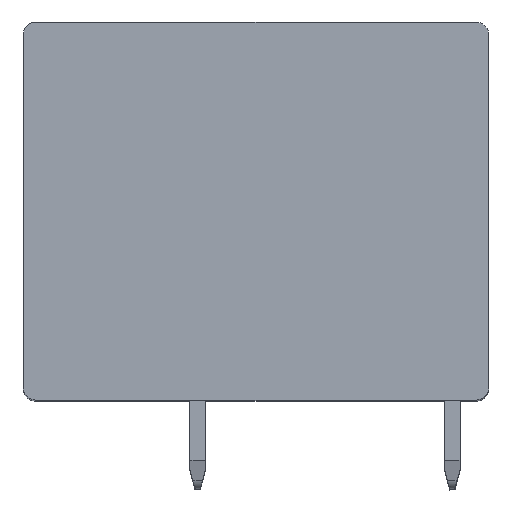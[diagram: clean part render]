
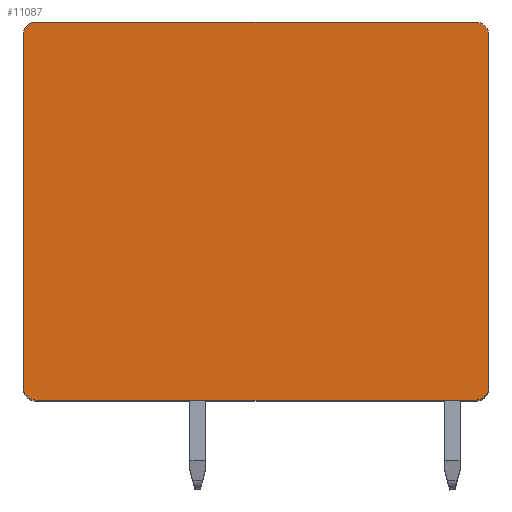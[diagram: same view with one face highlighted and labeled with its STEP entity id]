
A CAD part, top view. The second image highlights one B-rep face of the part: STEP entity #11087.
In plain terms, the highlighted planar face has unit normal (0, 0, 1).
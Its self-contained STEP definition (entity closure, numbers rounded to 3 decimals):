
#4210=CARTESIAN_POINT('',(-11.375,9.1,5.55));
#4211=DIRECTION('',(0.,0.,1.));
#4212=DIRECTION('',(0.,1.,0.));
#4213=AXIS2_PLACEMENT_3D('',#4210,#4211,#4212);
#4215=DIRECTION('',(-1.,0.,0.));
#4216=VECTOR('',#4215,22.75);
#4217=CARTESIAN_POINT('',(11.375,9.8,5.55));
#4218=LINE('',#4217,#4216);
#4219=CARTESIAN_POINT('',(11.375,9.1,5.55));
#4220=DIRECTION('',(0.,0.,1.));
#4221=DIRECTION('',(1.,0.,0.));
#4222=AXIS2_PLACEMENT_3D('',#4219,#4220,#4221);
#4224=DIRECTION('',(0.,1.,0.));
#4225=VECTOR('',#4224,18.2);
#4226=CARTESIAN_POINT('',(12.075,-9.1,5.55));
#4227=LINE('',#4226,#4225);
#4228=CARTESIAN_POINT('',(11.375,-9.1,5.55));
#4229=DIRECTION('',(0.,0.,1.));
#4230=DIRECTION('',(0.,-1.,0.));
#4231=AXIS2_PLACEMENT_3D('',#4228,#4229,#4230);
#4233=DIRECTION('',(1.,0.,0.));
#4234=VECTOR('',#4233,22.75);
#4235=CARTESIAN_POINT('',(-11.375,-9.8,5.55));
#4236=LINE('',#4235,#4234);
#4237=CARTESIAN_POINT('',(-11.375,-9.1,5.55));
#4238=DIRECTION('',(0.,0.,1.));
#4239=DIRECTION('',(-1.,0.,0.));
#4240=AXIS2_PLACEMENT_3D('',#4237,#4238,#4239);
#4242=DIRECTION('',(0.,-1.,0.));
#4243=VECTOR('',#4242,18.2);
#4244=CARTESIAN_POINT('',(-12.075,9.1,5.55));
#4245=LINE('',#4244,#4243);
#5045=CARTESIAN_POINT('',(-11.375,9.8,5.55));
#5046=CARTESIAN_POINT('',(-12.075,9.1,5.55));
#5047=VERTEX_POINT('',#5045);
#5048=VERTEX_POINT('',#5046);
#5053=CARTESIAN_POINT('',(12.075,9.1,5.55));
#5054=VERTEX_POINT('',#5053);
#5055=CARTESIAN_POINT('',(11.375,9.8,5.55));
#5056=VERTEX_POINT('',#5055);
#5061=CARTESIAN_POINT('',(11.375,-9.8,5.55));
#5062=VERTEX_POINT('',#5061);
#5063=CARTESIAN_POINT('',(12.075,-9.1,5.55));
#5064=VERTEX_POINT('',#5063);
#5069=CARTESIAN_POINT('',(-12.075,-9.1,5.55));
#5070=VERTEX_POINT('',#5069);
#5071=CARTESIAN_POINT('',(-11.375,-9.8,5.55));
#5072=VERTEX_POINT('',#5071);
#11072=CARTESIAN_POINT('',(0.,0.,5.55));
#11073=DIRECTION('',(0.,0.,1.));
#11074=DIRECTION('',(1.,0.,0.));
#11075=AXIS2_PLACEMENT_3D('',#11072,#11073,#11074);
#11076=PLANE('',#11075);
#11077=ORIENTED_EDGE('',*,*,#6108,.F.);
#11078=ORIENTED_EDGE('',*,*,#6170,.F.);
#11079=ORIENTED_EDGE('',*,*,#6371,.F.);
#11080=ORIENTED_EDGE('',*,*,#6386,.F.);
#11081=ORIENTED_EDGE('',*,*,#6399,.F.);
#11082=ORIENTED_EDGE('',*,*,#6414,.F.);
#11083=ORIENTED_EDGE('',*,*,#7887,.F.);
#11084=ORIENTED_EDGE('',*,*,#7899,.F.);
#11085=EDGE_LOOP('',(#11077,#11078,#11079,#11080,#11081,#11082,#11083,#11084));
#11086=FACE_OUTER_BOUND('',#11085,.F.);
#4214=CIRCLE('',#4213,0.7);
#4223=CIRCLE('',#4222,0.7);
#4232=CIRCLE('',#4231,0.7);
#4241=CIRCLE('',#4240,0.7);
#6108=EDGE_CURVE('',#5047,#5048,#4214,.T.);
#6170=EDGE_CURVE('',#5056,#5047,#4218,.T.);
#6371=EDGE_CURVE('',#5054,#5056,#4223,.T.);
#6386=EDGE_CURVE('',#5064,#5054,#4227,.T.);
#6399=EDGE_CURVE('',#5062,#5064,#4232,.T.);
#6414=EDGE_CURVE('',#5072,#5062,#4236,.T.);
#7887=EDGE_CURVE('',#5070,#5072,#4241,.T.);
#7899=EDGE_CURVE('',#5048,#5070,#4245,.T.);
#11087=ADVANCED_FACE('',(#11086),#11076,.T.);
